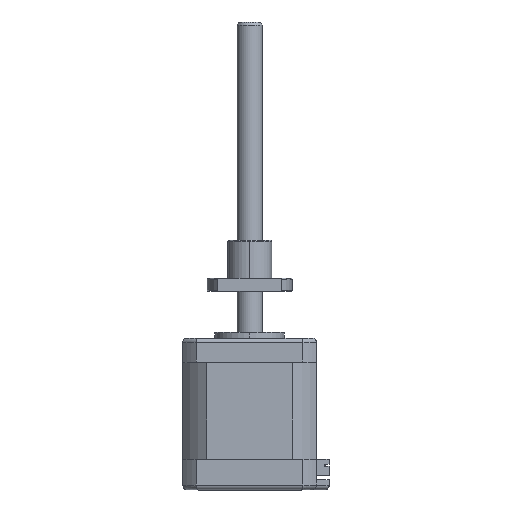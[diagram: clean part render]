
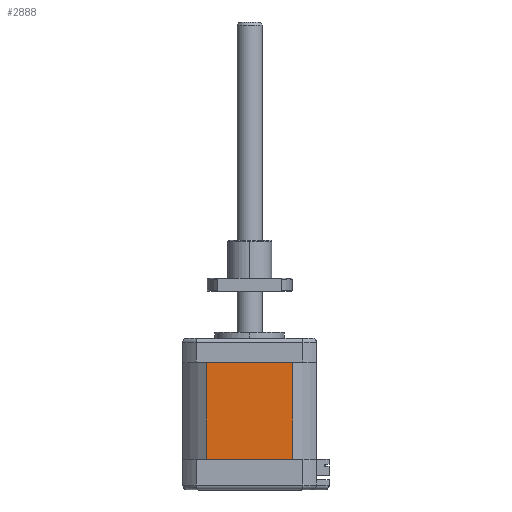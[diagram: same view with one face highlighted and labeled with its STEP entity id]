
A CAD part, top view. The second image highlights one B-rep face of the part: STEP entity #2888.
In plain terms, the highlighted planar face has unit normal (0, 0, 1).
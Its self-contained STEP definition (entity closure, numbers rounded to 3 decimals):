
#474 = VERTEX_POINT ( 'NONE', #8924 ) ;
#899 = FACE_OUTER_BOUND ( 'NONE', #10035, .T. ) ;
#912 = DIRECTION ( 'NONE',  ( 1., 0., 0. ) ) ;
#956 = VERTEX_POINT ( 'NONE', #5922 ) ;
#1247 = ORIENTED_EDGE ( 'NONE', *, *, #3302, .T. ) ;
#1343 = VECTOR ( 'NONE', #6215, 1000. ) ;
#1370 = VECTOR ( 'NONE', #10087, 1000. ) ;
#1431 = CARTESIAN_POINT ( 'NONE',  ( 8.885, -16.057, 37.738 ) ) ;
#1594 = LINE ( 'NONE', #1431, #1343 ) ;
#1623 = LINE ( 'NONE', #6121, #1370 ) ;
#2125 = DIRECTION ( 'NONE',  ( 0., 1., 0. ) ) ;
#2325 = CARTESIAN_POINT ( 'NONE',  ( 8.885, 14.443, 37.738 ) ) ;
#2559 = EDGE_CURVE ( 'NONE', #956, #3355, #10037, .T. ) ;
#2888 = ADVANCED_FACE ( 'NONE', ( #899 ), #4878, .F. ) ;
#3037 = VECTOR ( 'NONE', #10241, 1000. ) ;
#3302 = EDGE_CURVE ( 'NONE', #3355, #3936, #9404, .T. ) ;
#3355 = VERTEX_POINT ( 'NONE', #2325 ) ;
#3760 = ORIENTED_EDGE ( 'NONE', *, *, #2559, .T. ) ;
#3936 = VERTEX_POINT ( 'NONE', #9825 ) ;
#4146 = ORIENTED_EDGE ( 'NONE', *, *, #9720, .F. ) ;
#4547 = ORIENTED_EDGE ( 'NONE', *, *, #4551, .F. ) ;
#4548 = AXIS2_PLACEMENT_3D ( 'NONE', #9681, #5698, #912 ) ;
#4551 = EDGE_CURVE ( 'NONE', #474, #3936, #1623, .T. ) ;
#4878 = PLANE ( 'NONE',  #4548 ) ;
#5698 = DIRECTION ( 'NONE',  ( 0., 0., -1. ) ) ;
#5922 = CARTESIAN_POINT ( 'NONE',  ( 8.885, -16.057, 37.738 ) ) ;
#6121 = CARTESIAN_POINT ( 'NONE',  ( -18.303, -16.057, 37.738 ) ) ;
#6215 = DIRECTION ( 'NONE',  ( -1., 0., 0. ) ) ;
#7675 = CARTESIAN_POINT ( 'NONE',  ( 8.885, -16.057, 37.738 ) ) ;
#7908 = VECTOR ( 'NONE', #2125, 1000. ) ;
#8924 = CARTESIAN_POINT ( 'NONE',  ( -18.303, -16.057, 37.738 ) ) ;
#9404 = LINE ( 'NONE', #9444, #3037 ) ;
#9444 = CARTESIAN_POINT ( 'NONE',  ( 8.885, 14.443, 37.738 ) ) ;
#9681 = CARTESIAN_POINT ( 'NONE',  ( 8.885, -16.057, 37.738 ) ) ;
#9720 = EDGE_CURVE ( 'NONE', #956, #474, #1594, .T. ) ;
#9825 = CARTESIAN_POINT ( 'NONE',  ( -18.303, 14.443, 37.738 ) ) ;
#10035 = EDGE_LOOP ( 'NONE', ( #1247, #4547, #4146, #3760 ) ) ;
#10037 = LINE ( 'NONE', #7675, #7908 ) ;
#10087 = DIRECTION ( 'NONE',  ( 0., 1., 0. ) ) ;
#10241 = DIRECTION ( 'NONE',  ( -1., 0., 0. ) ) ;
